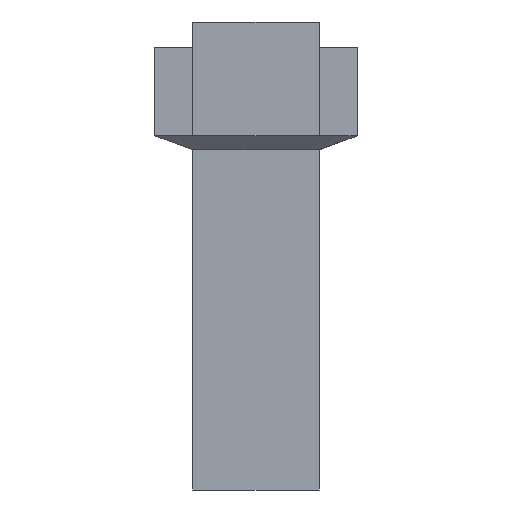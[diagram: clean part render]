
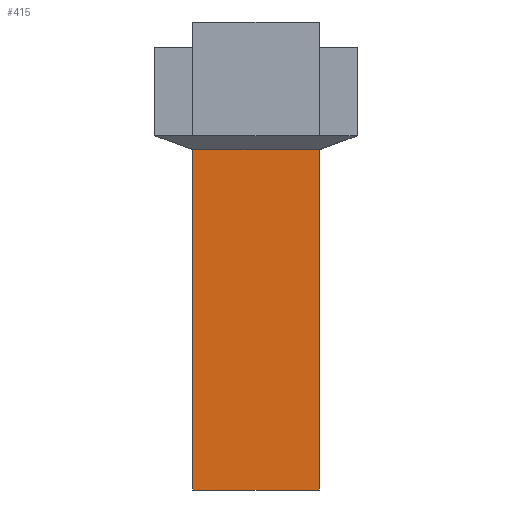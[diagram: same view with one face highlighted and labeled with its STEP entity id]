
A CAD part, front view. The second image highlights one B-rep face of the part: STEP entity #415.
In plain terms, the highlighted planar face has unit normal (0, -1, 0).
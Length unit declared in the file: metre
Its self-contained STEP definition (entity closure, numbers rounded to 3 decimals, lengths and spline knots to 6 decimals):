
#54=ORIENTED_EDGE('',*,*,#165,.F.);
#55=ORIENTED_EDGE('',*,*,#166,.F.);
#56=ORIENTED_EDGE('',*,*,#167,.T.);
#57=ORIENTED_EDGE('',*,*,#168,.T.);
#165=EDGE_CURVE('',#202,#219,#257,.T.);
#166=EDGE_CURVE('',#220,#202,#258,.T.);
#167=EDGE_CURVE('',#220,#221,#259,.T.);
#168=EDGE_CURVE('',#221,#219,#260,.T.);
#202=VERTEX_POINT('',#579);
#219=VERTEX_POINT('',#632);
#220=VERTEX_POINT('',#634);
#221=VERTEX_POINT('',#636);
#257=LINE('',#631,#309);
#258=LINE('',#633,#310);
#259=LINE('',#635,#311);
#260=LINE('',#637,#312);
#309=VECTOR('',#504,1.);
#310=VECTOR('',#505,1.);
#311=VECTOR('',#506,1.);
#312=VECTOR('',#507,1.);
#347=EDGE_LOOP('',(#54,#55,#56,#57));
#370=FACE_BOUND('',#347,.T.);
#393=PLANE('',#451);
#415=ADVANCED_FACE('',(#370),#393,.T.);
#451=AXIS2_PLACEMENT_3D('',#630,#502,#503);
#502=DIRECTION('',(0.,-1.,0.));
#503=DIRECTION('',(1.,0.,0.));
#504=DIRECTION('',(1.,0.,0.));
#505=DIRECTION('',(0.,0.,1.));
#506=DIRECTION('',(1.,0.,0.));
#507=DIRECTION('',(0.,0.,1.));
#579=CARTESIAN_POINT('',(0.003,-0.003,-0.008092));
#630=CARTESIAN_POINT('',(0.008,-0.003,-0.0175));
#631=CARTESIAN_POINT('',(0.04507,-0.003,-0.008092));
#632=CARTESIAN_POINT('',(0.013009,-0.003,-0.008094));
#633=CARTESIAN_POINT('',(0.003,-0.003,-0.021));
#634=CARTESIAN_POINT('',(0.003,-0.003,-0.035));
#635=CARTESIAN_POINT('',(0.008,-0.003,-0.035));
#636=CARTESIAN_POINT('',(0.013,-0.003,-0.035));
#637=CARTESIAN_POINT('',(0.013,-0.003,-0.021));
